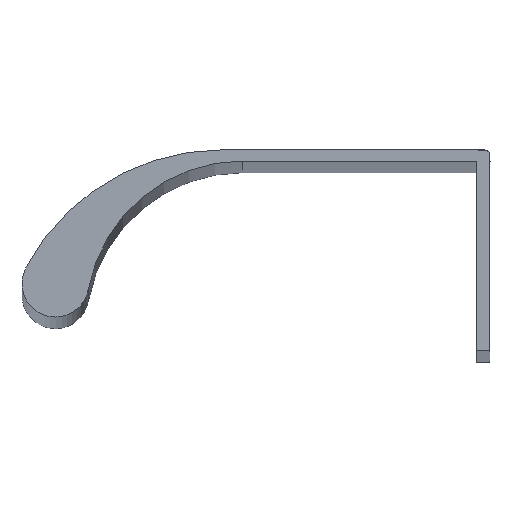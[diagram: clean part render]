
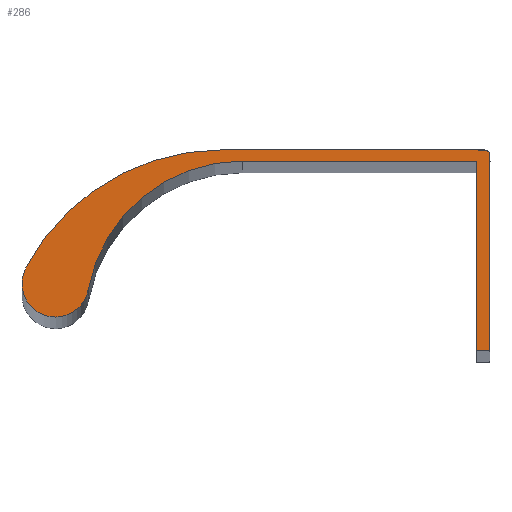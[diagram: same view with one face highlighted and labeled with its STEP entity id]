
A CAD part, top view. The second image highlights one B-rep face of the part: STEP entity #286.
In plain terms, the highlighted planar face has unit normal (0, 0, 1).
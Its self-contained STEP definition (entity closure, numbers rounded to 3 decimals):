
#18=PLANE('',#326);
#24=CIRCLE('',#318,14.074);
#26=CIRCLE('',#321,3.);
#28=CIRCLE('',#324,19.893);
#54=FACE_OUTER_BOUND('',#75,.T.);
#75=EDGE_LOOP('',(#255,#256,#257,#258,#259,#260,#261));
#81=B_SPLINE_CURVE_WITH_KNOTS('',3,(#565,#566,#567,#568,#569,#570,#571,
#572,#573,#574,#575,#576,#577,#578,#579,#580,#581,#582,#583,#584,#585,#586),
 .UNSPECIFIED.,.F.,.F.,(4,2,2,2,2,2,2,2,2,2,4),(362.147,465.344,
466.346,467.455,468.605,469.786,471.386,
475.704,484.916,632.311,641.016),
 .UNSPECIFIED.);
#98=LINE('',#923,#117);
#101=LINE('',#929,#120);
#106=LINE('',#948,#125);
#117=VECTOR('',#354,10.);
#120=VECTOR('',#359,10.);
#125=VECTOR('',#384,10.);
#131=VERTEX_POINT('',#562);
#132=VERTEX_POINT('',#564);
#144=VERTEX_POINT('',#920);
#145=VERTEX_POINT('',#922);
#147=VERTEX_POINT('',#928);
#149=VERTEX_POINT('',#934);
#151=VERTEX_POINT('',#940);
#158=EDGE_CURVE('',#132,#131,#81,.T.);
#176=EDGE_CURVE('',#145,#144,#98,.T.);
#179=EDGE_CURVE('',#147,#145,#101,.T.);
#182=EDGE_CURVE('',#149,#147,#24,.T.);
#185=EDGE_CURVE('',#151,#149,#26,.T.);
#188=EDGE_CURVE('',#131,#151,#28,.T.);
#190=EDGE_CURVE('',#144,#132,#106,.T.);
#255=ORIENTED_EDGE('',*,*,#190,.T.);
#256=ORIENTED_EDGE('',*,*,#158,.T.);
#257=ORIENTED_EDGE('',*,*,#188,.T.);
#258=ORIENTED_EDGE('',*,*,#185,.T.);
#259=ORIENTED_EDGE('',*,*,#182,.T.);
#260=ORIENTED_EDGE('',*,*,#179,.T.);
#261=ORIENTED_EDGE('',*,*,#176,.T.);
#286=ADVANCED_FACE('',(#54),#18,.T.);
#318=AXIS2_PLACEMENT_3D('',#935,#365,#366);
#321=AXIS2_PLACEMENT_3D('',#941,#372,#373);
#324=AXIS2_PLACEMENT_3D('',#945,#379,#380);
#326=AXIS2_PLACEMENT_3D('',#949,#385,#386);
#354=DIRECTION('',(0.,-1.,0.));
#359=DIRECTION('',(1.,0.,0.));
#365=DIRECTION('center_axis',(0.,0.,-1.));
#366=DIRECTION('ref_axis',(0.,-1.,0.));
#372=DIRECTION('center_axis',(0.,0.,1.));
#373=DIRECTION('ref_axis',(-0.884,0.467,0.));
#379=DIRECTION('center_axis',(0.,0.,1.));
#380=DIRECTION('ref_axis',(0.,1.,0.));
#384=DIRECTION('',(1.,0.,0.));
#385=DIRECTION('center_axis',(0.,0.,1.));
#386=DIRECTION('ref_axis',(1.,0.,0.));
#562=CARTESIAN_POINT('',(-1.86,1.,600.));
#564=CARTESIAN_POINT('',(22.205,-17.,600.));
#565=CARTESIAN_POINT('Ctrl Pts',(22.205,-17.,600.));
#566=CARTESIAN_POINT('Ctrl Pts',(22.205,-11.213,600.));
#567=CARTESIAN_POINT('Ctrl Pts',(22.205,-5.425,600.));
#568=CARTESIAN_POINT('Ctrl Pts',(22.205,0.418,600.));
#569=CARTESIAN_POINT('Ctrl Pts',(22.207,0.475,600.));
#570=CARTESIAN_POINT('Ctrl Pts',(22.2,0.593,600.));
#571=CARTESIAN_POINT('Ctrl Pts',(22.185,0.654,600.));
#572=CARTESIAN_POINT('Ctrl Pts',(22.131,0.769,600.));
#573=CARTESIAN_POINT('Ctrl Pts',(22.093,0.821,600.));
#574=CARTESIAN_POINT('Ctrl Pts',(21.998,0.911,600.));
#575=CARTESIAN_POINT('Ctrl Pts',(21.941,0.946,600.));
#576=CARTESIAN_POINT('Ctrl Pts',(21.794,1.,600.));
#577=CARTESIAN_POINT('Ctrl Pts',(21.725,1.,600.));
#578=CARTESIAN_POINT('Ctrl Pts',(21.452,1.,600.));
#579=CARTESIAN_POINT('Ctrl Pts',(21.252,1.,600.));
#580=CARTESIAN_POINT('Ctrl Pts',(20.627,1.,600.));
#581=CARTESIAN_POINT('Ctrl Pts',(20.201,1.,600.));
#582=CARTESIAN_POINT('Ctrl Pts',(12.966,1.,600.));
#583=CARTESIAN_POINT('Ctrl Pts',(6.156,1.,600.));
#584=CARTESIAN_POINT('Ctrl Pts',(-1.055,1.,600.));
#585=CARTESIAN_POINT('Ctrl Pts',(-1.457,1.,600.));
#586=CARTESIAN_POINT('Ctrl Pts',(-1.86,1.,600.));
#920=CARTESIAN_POINT('',(21.005,-17.,600.));
#922=CARTESIAN_POINT('',(21.005,0.,600.));
#923=CARTESIAN_POINT('',(21.005,0.,600.));
#928=CARTESIAN_POINT('',(0.,0.,600.));
#929=CARTESIAN_POINT('',(0.,0.,600.));
#934=CARTESIAN_POINT('',(-13.844,-11.54,600.));
#935=CARTESIAN_POINT('Origin',(0.,-14.074,
600.));
#940=CARTESIAN_POINT('',(-19.448,-9.598,600.));
#941=CARTESIAN_POINT('Origin',(-16.795,-11.,600.));
#945=CARTESIAN_POINT('Origin',(-1.86,-18.893,600.));
#948=CARTESIAN_POINT('',(21.005,-17.,600.));
#949=CARTESIAN_POINT('Origin',(5.849,-4.181,600.));
